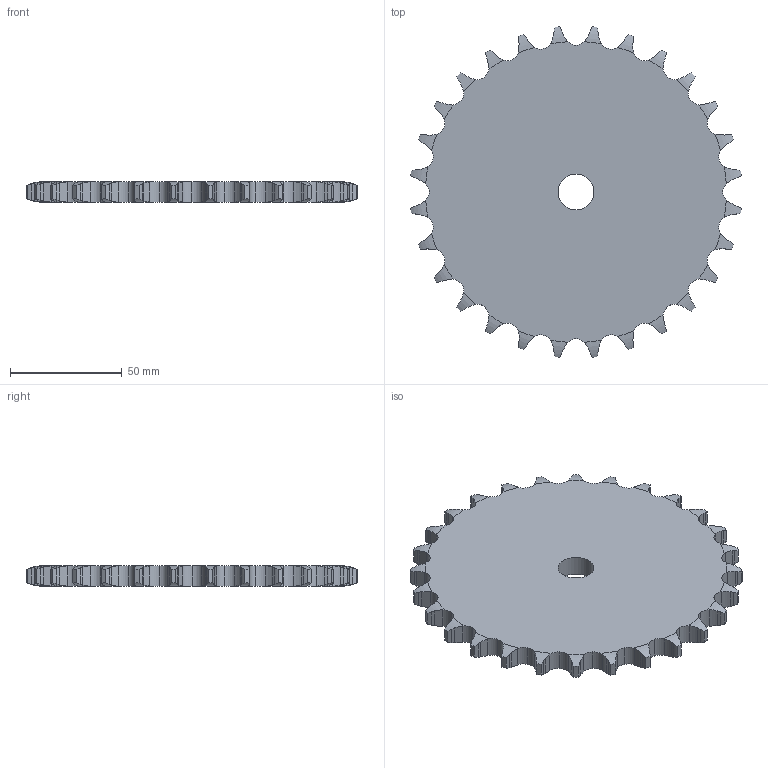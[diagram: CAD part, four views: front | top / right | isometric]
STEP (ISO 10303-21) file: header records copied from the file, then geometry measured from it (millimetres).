
FILE_DESCRIPTION(('FreeCAD Model'),'2;1');
FILE_NAME('Open CASCADE Shape Model','2022-03-13T09:05:45',('FreeCAD'),( 'FreeCAD'),'Open CASCADE STEP processor 7.5','FreeCAD','Unknown');
FILE_SCHEMA(('AUTOMOTIVE_DESIGN { 1 0 10303 214 1 1 1 1 }'));
Length unit declared in the file: millimetre
Products named in the file (1): Open CASCADE STEP translator 7.5 21
Bounding box: 147.98 x 147.98 x 9.1 mm (x, y, z)
Volume: 133458.4 mm3; surface area: 35874.8 mm2
Topology: 1 solids, 1 shells, 311 faces, 927 edges, 618 vertices
Faces by surface type: cylinder 197, plane 58, torus 56
Full cylindrical faces by diameter (mm): 16 x1
Entity records: 27888 total; most frequent: CARTESIAN_POINT 12285, DIRECTION 2117, ORIENTED_EDGE 1854, PCURVE 1854, DEFINITIONAL_REPRESENTATION 1854, B_SPLINE_CURVE_WITH_KNOTS 1344, LINE 1041, VECTOR 1041
